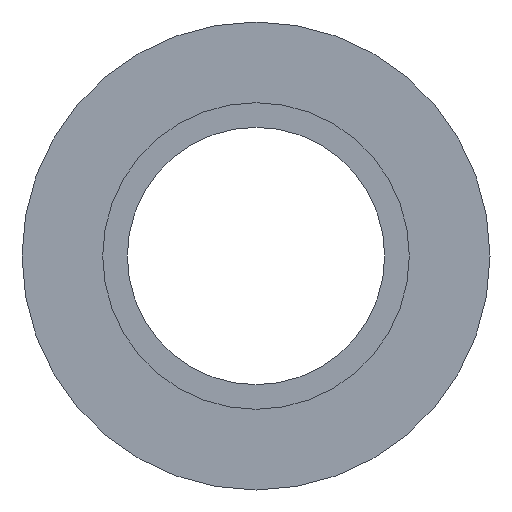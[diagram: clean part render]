
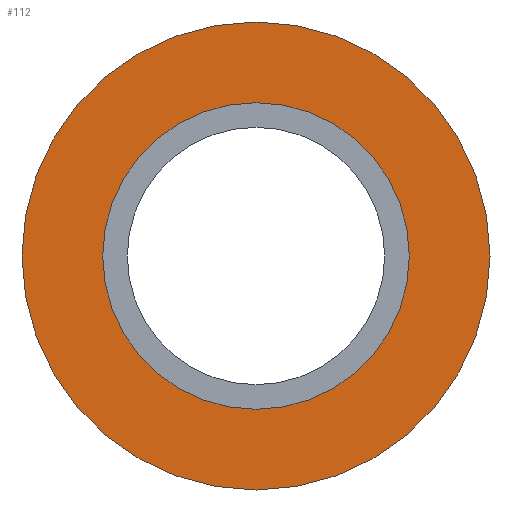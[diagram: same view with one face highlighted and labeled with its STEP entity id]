
A CAD part, front view. The second image highlights one B-rep face of the part: STEP entity #112.
In plain terms, the highlighted planar face has unit normal (0, -1, 0).
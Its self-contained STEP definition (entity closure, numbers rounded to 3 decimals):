
#31=FACE_BOUND('',#45,.T.);
#35=FACE_OUTER_BOUND('',#44,.T.);
#44=EDGE_LOOP('',(#87));
#45=EDGE_LOOP('',(#88));
#54=CIRCLE('',#145,13.1);
#55=CIRCLE('',#147,20.);
#62=VERTEX_POINT('',#203);
#63=VERTEX_POINT('',#207);
#71=EDGE_CURVE('',#62,#62,#54,.T.);
#72=EDGE_CURVE('',#63,#63,#55,.T.);
#87=ORIENTED_EDGE('',*,*,#72,.F.);
#88=ORIENTED_EDGE('',*,*,#71,.T.);
#108=PLANE('',#146);
#112=ADVANCED_FACE('',(#35,#31),#108,.T.);
#145=AXIS2_PLACEMENT_3D('',#205,#168,#169);
#146=AXIS2_PLACEMENT_3D('',#206,#170,#171);
#147=AXIS2_PLACEMENT_3D('',#208,#172,#173);
#168=DIRECTION('center_axis',(0.,1.,0.));
#169=DIRECTION('ref_axis',(1.,0.,0.));
#170=DIRECTION('center_axis',(0.,-1.,0.));
#171=DIRECTION('ref_axis',(0.,0.,-1.));
#172=DIRECTION('center_axis',(0.,1.,0.));
#173=DIRECTION('ref_axis',(1.,0.,0.));
#203=CARTESIAN_POINT('',(13.1,0.,0.));
#205=CARTESIAN_POINT('Origin',(0.,0.,0.));
#206=CARTESIAN_POINT('Origin',(-20.,0.,0.));
#207=CARTESIAN_POINT('',(20.,0.,0.));
#208=CARTESIAN_POINT('Origin',(0.,0.,0.));
